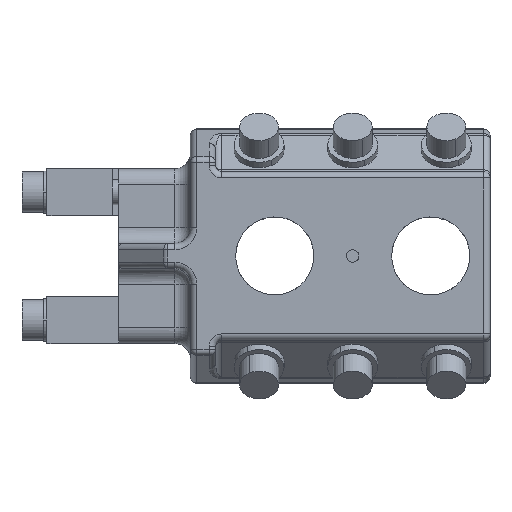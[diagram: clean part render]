
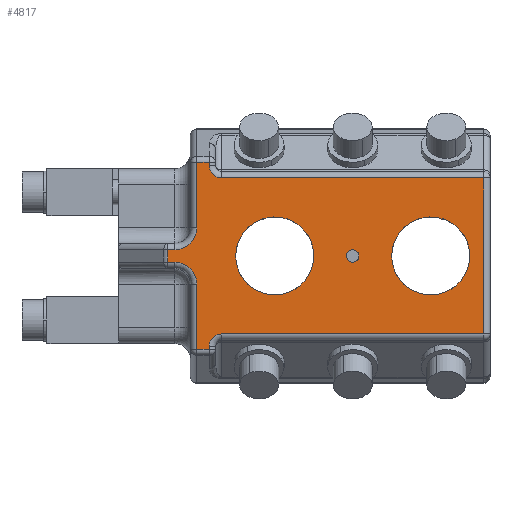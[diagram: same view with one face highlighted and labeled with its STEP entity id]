
A CAD part, top view. The second image highlights one B-rep face of the part: STEP entity #4817.
In plain terms, the highlighted planar face has unit normal (0, 0, 1).
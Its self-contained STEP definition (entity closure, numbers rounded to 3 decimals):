
#2129=CARTESIAN_POINT('Vertex',(42.,25.,50.)) ;
#2132=CARTESIAN_POINT('Line Origine',(42.,-1.,50.)) ;
#2136=CARTESIAN_POINT('Vertex',(42.,-25.,50.)) ;
#4377=CARTESIAN_POINT('Vertex',(14.03,5.993,50.)) ;
#4384=CARTESIAN_POINT('Vertex',(35.97,-5.993,50.)) ;
#4387=CARTESIAN_POINT('Axis2P3D Location',(25.,0.,50.)) ;
#4400=CARTESIAN_POINT('Axis2P3D Location',(25.,0.,50.)) ;
#4422=CARTESIAN_POINT('Vertex',(-35.97,5.993,50.)) ;
#4429=CARTESIAN_POINT('Vertex',(-14.03,-5.993,50.)) ;
#4432=CARTESIAN_POINT('Axis2P3D Location',(-25.,0.,50.)) ;
#4445=CARTESIAN_POINT('Axis2P3D Location',(-25.,0.,50.)) ;
#4641=CARTESIAN_POINT('Axis2P3D Location',(0.,0.,50.)) ;
#4646=CARTESIAN_POINT('Line Origine',(-46.,-29.489,50.)) ;
#4650=CARTESIAN_POINT('Vertex',(-46.,-29.979,50.)) ;
#4652=CARTESIAN_POINT('Vertex',(-46.,-29.,50.)) ;
#4656=CARTESIAN_POINT('Control Point',(-42.,-25.,50.)) ;
#4657=CARTESIAN_POINT('Control Point',(-42.315,-25.,50.)) ;
#4658=CARTESIAN_POINT('Control Point',(-42.629,-25.031,50.)) ;
#4659=CARTESIAN_POINT('Control Point',(-42.94,-25.093,50.)) ;
#4660=CARTESIAN_POINT('Control Point',(-43.605,-25.295,50.)) ;
#4661=CARTESIAN_POINT('Control Point',(-44.213,-25.636,50.)) ;
#4662=CARTESIAN_POINT('Control Point',(-44.521,-25.86,50.)) ;
#4663=CARTESIAN_POINT('Control Point',(-45.079,-26.377,50.)) ;
#4664=CARTESIAN_POINT('Control Point',(-45.5,-27.009,50.)) ;
#4665=CARTESIAN_POINT('Control Point',(-45.673,-27.349,50.)) ;
#4666=CARTESIAN_POINT('Control Point',(-45.868,-27.882,50.)) ;
#4667=CARTESIAN_POINT('Control Point',(-45.967,-28.439,50.)) ;
#4668=CARTESIAN_POINT('Control Point',(-45.989,-28.626,50.)) ;
#4669=CARTESIAN_POINT('Control Point',(-46.,-28.813,50.)) ;
#4670=CARTESIAN_POINT('Control Point',(-46.,-29.,50.)) ;
#4671=CARTESIAN_POINT('Vertex',(-42.,-25.,50.)) ;
#4674=CARTESIAN_POINT('Line Origine',(0.,-25.,50.)) ;
#4679=CARTESIAN_POINT('Line Origine',(0.,25.,50.)) ;
#4683=CARTESIAN_POINT('Vertex',(-42.,25.,50.)) ;
#4687=CARTESIAN_POINT('Control Point',(-42.,25.,50.)) ;
#4688=CARTESIAN_POINT('Control Point',(-42.315,25.,50.)) ;
#4689=CARTESIAN_POINT('Control Point',(-42.629,25.031,50.)) ;
#4690=CARTESIAN_POINT('Control Point',(-42.94,25.093,50.)) ;
#4691=CARTESIAN_POINT('Control Point',(-43.605,25.295,50.)) ;
#4692=CARTESIAN_POINT('Control Point',(-44.213,25.636,50.)) ;
#4693=CARTESIAN_POINT('Control Point',(-44.521,25.86,50.)) ;
#4694=CARTESIAN_POINT('Control Point',(-45.079,26.377,50.)) ;
#4695=CARTESIAN_POINT('Control Point',(-45.5,27.009,50.)) ;
#4696=CARTESIAN_POINT('Control Point',(-45.673,27.349,50.)) ;
#4697=CARTESIAN_POINT('Control Point',(-45.868,27.882,50.)) ;
#4698=CARTESIAN_POINT('Control Point',(-45.967,28.439,50.)) ;
#4699=CARTESIAN_POINT('Control Point',(-45.989,28.626,50.)) ;
#4700=CARTESIAN_POINT('Control Point',(-46.,28.813,50.)) ;
#4701=CARTESIAN_POINT('Control Point',(-46.,29.,50.)) ;
#4702=CARTESIAN_POINT('Vertex',(-46.,29.,50.)) ;
#4705=CARTESIAN_POINT('Line Origine',(-46.,29.489,50.)) ;
#4709=CARTESIAN_POINT('Vertex',(-46.,29.979,50.)) ;
#4712=CARTESIAN_POINT('Line Origine',(-48.,29.979,50.)) ;
#4716=CARTESIAN_POINT('Vertex',(-50.,29.979,50.)) ;
#4719=CARTESIAN_POINT('Line Origine',(-50.,19.489,50.)) ;
#4723=CARTESIAN_POINT('Vertex',(-50.,9.,50.)) ;
#4726=CARTESIAN_POINT('Axis2P3D Location',(-57.,9.,50.)) ;
#4730=CARTESIAN_POINT('Vertex',(-57.,2.,50.)) ;
#4733=CARTESIAN_POINT('Line Origine',(-58.136,2.,50.)) ;
#4737=CARTESIAN_POINT('Vertex',(-59.272,2.,50.)) ;
#4740=CARTESIAN_POINT('Line Origine',(-59.272,0.,50.)) ;
#4744=CARTESIAN_POINT('Vertex',(-59.272,-2.,50.)) ;
#4747=CARTESIAN_POINT('Line Origine',(-58.136,-2.,50.)) ;
#4751=CARTESIAN_POINT('Vertex',(-57.,-2.,50.)) ;
#4754=CARTESIAN_POINT('Axis2P3D Location',(-57.,-9.,50.)) ;
#4758=CARTESIAN_POINT('Vertex',(-50.,-9.,50.)) ;
#4761=CARTESIAN_POINT('Line Origine',(-50.,-19.489,50.)) ;
#4765=CARTESIAN_POINT('Vertex',(-50.,-29.979,50.)) ;
#4768=CARTESIAN_POINT('Line Origine',(-48.,-29.979,50.)) ;
#4791=CARTESIAN_POINT('Axis2P3D Location',(0.,0.,50.)) ;
#4795=CARTESIAN_POINT('Vertex',(1.755,0.959,50.)) ;
#4797=CARTESIAN_POINT('Vertex',(-1.755,-0.959,50.)) ;
#4800=CARTESIAN_POINT('Axis2P3D Location',(0.,0.,50.)) ;
#2133=DIRECTION('Vector Direction',(0.,1.,0.)) ;
#4388=DIRECTION('Axis2P3D Direction',(0.,0.,-1.)) ;
#4401=DIRECTION('Axis2P3D Direction',(0.,0.,-1.)) ;
#4433=DIRECTION('Axis2P3D Direction',(0.,-0.,-1.)) ;
#4446=DIRECTION('Axis2P3D Direction',(0.,-0.,-1.)) ;
#4642=DIRECTION('Axis2P3D Direction',(0.,0.,-1.)) ;
#4643=DIRECTION('Axis2P3D XDirection',(0.,1.,0.)) ;
#4647=DIRECTION('Vector Direction',(0.,1.,0.)) ;
#4675=DIRECTION('Vector Direction',(1.,0.,0.)) ;
#4680=DIRECTION('Vector Direction',(-1.,0.,0.)) ;
#4706=DIRECTION('Vector Direction',(0.,1.,0.)) ;
#4713=DIRECTION('Vector Direction',(1.,0.,0.)) ;
#4720=DIRECTION('Vector Direction',(0.,-1.,0.)) ;
#4727=DIRECTION('Axis2P3D Direction',(0.,0.,-1.)) ;
#4734=DIRECTION('Vector Direction',(1.,0.,0.)) ;
#4741=DIRECTION('Vector Direction',(0.,1.,0.)) ;
#4748=DIRECTION('Vector Direction',(-1.,0.,0.)) ;
#4755=DIRECTION('Axis2P3D Direction',(0.,0.,-1.)) ;
#4762=DIRECTION('Vector Direction',(0.,1.,0.)) ;
#4769=DIRECTION('Vector Direction',(-1.,0.,0.)) ;
#4792=DIRECTION('Axis2P3D Direction',(0.,0.,-1.)) ;
#4801=DIRECTION('Axis2P3D Direction',(0.,0.,-1.)) ;
#4389=AXIS2_PLACEMENT_3D('Circle Axis2P3D',#4387,#4388,$) ;
#4402=AXIS2_PLACEMENT_3D('Circle Axis2P3D',#4400,#4401,$) ;
#4434=AXIS2_PLACEMENT_3D('Circle Axis2P3D',#4432,#4433,$) ;
#4447=AXIS2_PLACEMENT_3D('Circle Axis2P3D',#4445,#4446,$) ;
#4644=AXIS2_PLACEMENT_3D('Plane Axis2P3D',#4641,#4642,#4643) ;
#4728=AXIS2_PLACEMENT_3D('Circle Axis2P3D',#4726,#4727,$) ;
#4756=AXIS2_PLACEMENT_3D('Circle Axis2P3D',#4754,#4755,$) ;
#4793=AXIS2_PLACEMENT_3D('Circle Axis2P3D',#4791,#4792,$) ;
#4802=AXIS2_PLACEMENT_3D('Circle Axis2P3D',#4800,#4801,$) ;
#4774=ORIENTED_EDGE('',*,*,#4654,.T.) ;
#4775=ORIENTED_EDGE('',*,*,#4673,.T.) ;
#4776=ORIENTED_EDGE('',*,*,#4678,.T.) ;
#4777=ORIENTED_EDGE('',*,*,#2138,.T.) ;
#4778=ORIENTED_EDGE('',*,*,#4685,.F.) ;
#4779=ORIENTED_EDGE('',*,*,#4704,.F.) ;
#4780=ORIENTED_EDGE('',*,*,#4711,.F.) ;
#4781=ORIENTED_EDGE('',*,*,#4718,.F.) ;
#4782=ORIENTED_EDGE('',*,*,#4725,.F.) ;
#4783=ORIENTED_EDGE('',*,*,#4732,.F.) ;
#4784=ORIENTED_EDGE('',*,*,#4739,.F.) ;
#4785=ORIENTED_EDGE('',*,*,#4746,.F.) ;
#4786=ORIENTED_EDGE('',*,*,#4753,.T.) ;
#4787=ORIENTED_EDGE('',*,*,#4760,.T.) ;
#4788=ORIENTED_EDGE('',*,*,#4767,.T.) ;
#4789=ORIENTED_EDGE('',*,*,#4772,.F.) ;
#4806=ORIENTED_EDGE('',*,*,#4799,.T.) ;
#4807=ORIENTED_EDGE('',*,*,#4804,.T.) ;
#4810=ORIENTED_EDGE('',*,*,#4391,.T.) ;
#4811=ORIENTED_EDGE('',*,*,#4404,.T.) ;
#4814=ORIENTED_EDGE('',*,*,#4436,.T.) ;
#4815=ORIENTED_EDGE('',*,*,#4449,.T.) ;
#4808=FACE_BOUND('',#4805,.T.) ;
#4812=FACE_BOUND('',#4809,.T.) ;
#4816=FACE_BOUND('',#4813,.T.) ;
#2134=VECTOR('Line Direction',#2133,1.) ;
#4648=VECTOR('Line Direction',#4647,1.) ;
#4676=VECTOR('Line Direction',#4675,1.) ;
#4681=VECTOR('Line Direction',#4680,1.) ;
#4707=VECTOR('Line Direction',#4706,1.) ;
#4714=VECTOR('Line Direction',#4713,1.) ;
#4721=VECTOR('Line Direction',#4720,1.) ;
#4735=VECTOR('Line Direction',#4734,1.) ;
#4742=VECTOR('Line Direction',#4741,1.) ;
#4749=VECTOR('Line Direction',#4748,1.) ;
#4763=VECTOR('Line Direction',#4762,1.) ;
#4770=VECTOR('Line Direction',#4769,1.) ;
#4817=ADVANCED_FACE('PartBody',(#4790,#4808,#4812,#4816),#4645,.F.) ;
#4655=B_SPLINE_CURVE_WITH_KNOTS('',5,(#4656,#4657,#4658,#4659,#4660,#4661,#4662,#4663,#4664,#4665,#4666,#4667,#4668,#4669,#4670),.UNSPECIFIED.,.F.,.U.,(6,3,3,3,6),(10.537,12.297,14.406,16.516,17.562),.UNSPECIFIED.) ;
#4686=B_SPLINE_CURVE_WITH_KNOTS('',5,(#4687,#4688,#4689,#4690,#4691,#4692,#4693,#4694,#4695,#4696,#4697,#4698,#4699,#4700,#4701),.UNSPECIFIED.,.F.,.U.,(6,3,3,3,6),(10.537,12.297,14.406,16.516,17.562),.UNSPECIFIED.) ;
#4390=CIRCLE('generated circle',#4389,12.5) ;
#4403=CIRCLE('generated circle',#4402,12.5) ;
#4435=CIRCLE('generated circle',#4434,12.5) ;
#4448=CIRCLE('generated circle',#4447,12.5) ;
#4729=CIRCLE('generated circle',#4728,7.) ;
#4757=CIRCLE('generated circle',#4756,7.) ;
#4794=CIRCLE('generated circle',#4793,2.) ;
#4803=CIRCLE('generated circle',#4802,2.) ;
#2138=EDGE_CURVE('',#2137,#2130,#2135,.T.) ;
#4391=EDGE_CURVE('',#4378,#4385,#4390,.T.) ;
#4404=EDGE_CURVE('',#4385,#4378,#4403,.T.) ;
#4436=EDGE_CURVE('',#4423,#4430,#4435,.T.) ;
#4449=EDGE_CURVE('',#4430,#4423,#4448,.T.) ;
#4654=EDGE_CURVE('',#4651,#4653,#4649,.T.) ;
#4673=EDGE_CURVE('',#4653,#4672,#4655,.F.) ;
#4678=EDGE_CURVE('',#4672,#2137,#4677,.T.) ;
#4685=EDGE_CURVE('',#4684,#2130,#4682,.F.) ;
#4704=EDGE_CURVE('',#4703,#4684,#4686,.F.) ;
#4711=EDGE_CURVE('',#4710,#4703,#4708,.F.) ;
#4718=EDGE_CURVE('',#4717,#4710,#4715,.T.) ;
#4725=EDGE_CURVE('',#4724,#4717,#4722,.F.) ;
#4732=EDGE_CURVE('',#4731,#4724,#4729,.F.) ;
#4739=EDGE_CURVE('',#4738,#4731,#4736,.T.) ;
#4746=EDGE_CURVE('',#4745,#4738,#4743,.T.) ;
#4753=EDGE_CURVE('',#4745,#4752,#4750,.F.) ;
#4760=EDGE_CURVE('',#4752,#4759,#4757,.T.) ;
#4767=EDGE_CURVE('',#4759,#4766,#4764,.F.) ;
#4772=EDGE_CURVE('',#4651,#4766,#4771,.T.) ;
#4799=EDGE_CURVE('',#4796,#4798,#4794,.T.) ;
#4804=EDGE_CURVE('',#4798,#4796,#4803,.T.) ;
#4773=EDGE_LOOP('',(#4774,#4775,#4776,#4777,#4778,#4779,#4780,#4781,#4782,#4783,#4784,#4785,#4786,#4787,#4788,#4789)) ;
#4805=EDGE_LOOP('',(#4806,#4807)) ;
#4809=EDGE_LOOP('',(#4810,#4811)) ;
#4813=EDGE_LOOP('',(#4814,#4815)) ;
#4790=FACE_OUTER_BOUND('',#4773,.T.) ;
#2135=LINE('Line',#2132,#2134) ;
#4649=LINE('Line',#4646,#4648) ;
#4677=LINE('Line',#4674,#4676) ;
#4682=LINE('Line',#4679,#4681) ;
#4708=LINE('Line',#4705,#4707) ;
#4715=LINE('Line',#4712,#4714) ;
#4722=LINE('Line',#4719,#4721) ;
#4736=LINE('Line',#4733,#4735) ;
#4743=LINE('Line',#4740,#4742) ;
#4750=LINE('Line',#4747,#4749) ;
#4764=LINE('Line',#4761,#4763) ;
#4771=LINE('Line',#4768,#4770) ;
#4645=PLANE('Plane',#4644) ;
#2130=VERTEX_POINT('',#2129) ;
#2137=VERTEX_POINT('',#2136) ;
#4378=VERTEX_POINT('',#4377) ;
#4385=VERTEX_POINT('',#4384) ;
#4423=VERTEX_POINT('',#4422) ;
#4430=VERTEX_POINT('',#4429) ;
#4651=VERTEX_POINT('',#4650) ;
#4653=VERTEX_POINT('',#4652) ;
#4672=VERTEX_POINT('',#4671) ;
#4684=VERTEX_POINT('',#4683) ;
#4703=VERTEX_POINT('',#4702) ;
#4710=VERTEX_POINT('',#4709) ;
#4717=VERTEX_POINT('',#4716) ;
#4724=VERTEX_POINT('',#4723) ;
#4731=VERTEX_POINT('',#4730) ;
#4738=VERTEX_POINT('',#4737) ;
#4745=VERTEX_POINT('',#4744) ;
#4752=VERTEX_POINT('',#4751) ;
#4759=VERTEX_POINT('',#4758) ;
#4766=VERTEX_POINT('',#4765) ;
#4796=VERTEX_POINT('',#4795) ;
#4798=VERTEX_POINT('',#4797) ;
